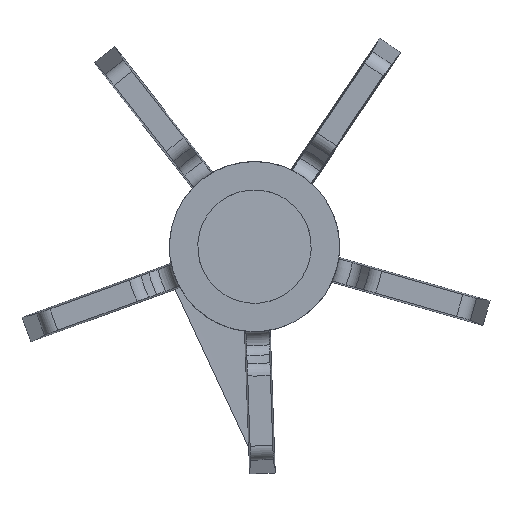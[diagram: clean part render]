
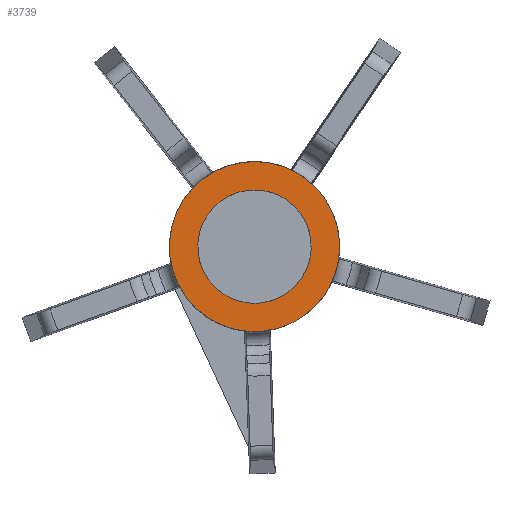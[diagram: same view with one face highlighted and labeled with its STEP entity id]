
A CAD part, front view. The second image highlights one B-rep face of the part: STEP entity #3739.
In plain terms, the highlighted planar face has unit normal (0, -1, 0).
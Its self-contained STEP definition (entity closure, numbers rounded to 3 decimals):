
#3739 = ADVANCED_FACE('',(#3740,#3781),#3755,.T.);
#3740 = FACE_BOUND('',#3741,.T.);
#3741 = EDGE_LOOP('',(#3742,#3766));
#3742 = ORIENTED_EDGE('',*,*,#3743,.T.);
#3743 = EDGE_CURVE('',#3744,#3746,#3748,.T.);
#3744 = VERTEX_POINT('',#3745);
#3745 = CARTESIAN_POINT('',(1454.851,-754.781,
    1531.83));
#3746 = VERTEX_POINT('',#3747);
#3747 = CARTESIAN_POINT('',(1450.178,-754.781,
    1535.563));
#3748 = SURFACE_CURVE('',#3749,(#3754),.PCURVE_S1.);
#3749 = CIRCLE('',#3750,3.);
#3750 = AXIS2_PLACEMENT_3D('',#3751,#3752,#3753);
#3751 = CARTESIAN_POINT('',(1452.364,-754.781,
    1533.508));
#3752 = DIRECTION('',(0.,-1.,0.));
#3753 = DIRECTION('',(0.829,0.,-0.559));
#3754 = PCURVE('',#3755,#3760);
#3755 = PLANE('',#3756);
#3756 = AXIS2_PLACEMENT_3D('',#3757,#3758,#3759);
#3757 = CARTESIAN_POINT('',(1452.364,-754.781,
    1533.508));
#3758 = DIRECTION('',(0.,-1.,0.));
#3759 = DIRECTION('',(0.829,0.,-0.559));
#3760 = DEFINITIONAL_REPRESENTATION('',(#3761),#3765);
#3761 = CIRCLE('',#3762,3.);
#3762 = AXIS2_PLACEMENT_2D('',#3763,#3764);
#3763 = CARTESIAN_POINT('',(0.,0.));
#3764 = DIRECTION('',(1.,0.));
#3765 = ( GEOMETRIC_REPRESENTATION_CONTEXT(2) 
PARAMETRIC_REPRESENTATION_CONTEXT() REPRESENTATION_CONTEXT('2D SPACE',''
  ) );
#3766 = ORIENTED_EDGE('',*,*,#3767,.T.);
#3767 = EDGE_CURVE('',#3746,#3744,#3768,.T.);
#3768 = SURFACE_CURVE('',#3769,(#3774),.PCURVE_S1.);
#3769 = CIRCLE('',#3770,3.);
#3770 = AXIS2_PLACEMENT_3D('',#3771,#3772,#3773);
#3771 = CARTESIAN_POINT('',(1452.364,-754.781,
    1533.508));
#3772 = DIRECTION('',(0.,-1.,0.));
#3773 = DIRECTION('',(0.829,0.,-0.559));
#3774 = PCURVE('',#3755,#3775);
#3775 = DEFINITIONAL_REPRESENTATION('',(#3776),#3780);
#3776 = CIRCLE('',#3777,3.);
#3777 = AXIS2_PLACEMENT_2D('',#3778,#3779);
#3778 = CARTESIAN_POINT('',(0.,0.));
#3779 = DIRECTION('',(1.,0.));
#3780 = ( GEOMETRIC_REPRESENTATION_CONTEXT(2) 
PARAMETRIC_REPRESENTATION_CONTEXT() REPRESENTATION_CONTEXT('2D SPACE',''
  ) );
#3781 = FACE_BOUND('',#3782,.T.);
#3782 = EDGE_LOOP('',(#3783,#3802));
#3783 = ORIENTED_EDGE('',*,*,#3784,.F.);
#3784 = EDGE_CURVE('',#3785,#3787,#3789,.T.);
#3785 = VERTEX_POINT('',#3786);
#3786 = CARTESIAN_POINT('',(1454.022,-754.781,
    1532.39));
#3787 = VERTEX_POINT('',#3788);
#3788 = CARTESIAN_POINT('',(1450.706,-754.781,
    1534.626));
#3789 = SURFACE_CURVE('',#3790,(#3795),.PCURVE_S1.);
#3790 = CIRCLE('',#3791,2.);
#3791 = AXIS2_PLACEMENT_3D('',#3792,#3793,#3794);
#3792 = CARTESIAN_POINT('',(1452.364,-754.781,
    1533.508));
#3793 = DIRECTION('',(0.,-1.,0.));
#3794 = DIRECTION('',(0.829,0.,-0.559));
#3795 = PCURVE('',#3755,#3796);
#3796 = DEFINITIONAL_REPRESENTATION('',(#3797),#3801);
#3797 = CIRCLE('',#3798,2.);
#3798 = AXIS2_PLACEMENT_2D('',#3799,#3800);
#3799 = CARTESIAN_POINT('',(0.,0.));
#3800 = DIRECTION('',(1.,0.));
#3801 = ( GEOMETRIC_REPRESENTATION_CONTEXT(2) 
PARAMETRIC_REPRESENTATION_CONTEXT() REPRESENTATION_CONTEXT('2D SPACE',''
  ) );
#3802 = ORIENTED_EDGE('',*,*,#3803,.F.);
#3803 = EDGE_CURVE('',#3787,#3785,#3804,.T.);
#3804 = SURFACE_CURVE('',#3805,(#3810),.PCURVE_S1.);
#3805 = CIRCLE('',#3806,2.);
#3806 = AXIS2_PLACEMENT_3D('',#3807,#3808,#3809);
#3807 = CARTESIAN_POINT('',(1452.364,-754.781,
    1533.508));
#3808 = DIRECTION('',(0.,-1.,0.));
#3809 = DIRECTION('',(0.829,0.,-0.559));
#3810 = PCURVE('',#3755,#3811);
#3811 = DEFINITIONAL_REPRESENTATION('',(#3812),#3816);
#3812 = CIRCLE('',#3813,2.);
#3813 = AXIS2_PLACEMENT_2D('',#3814,#3815);
#3814 = CARTESIAN_POINT('',(0.,0.));
#3815 = DIRECTION('',(1.,0.));
#3816 = ( GEOMETRIC_REPRESENTATION_CONTEXT(2) 
PARAMETRIC_REPRESENTATION_CONTEXT() REPRESENTATION_CONTEXT('2D SPACE',''
  ) );
